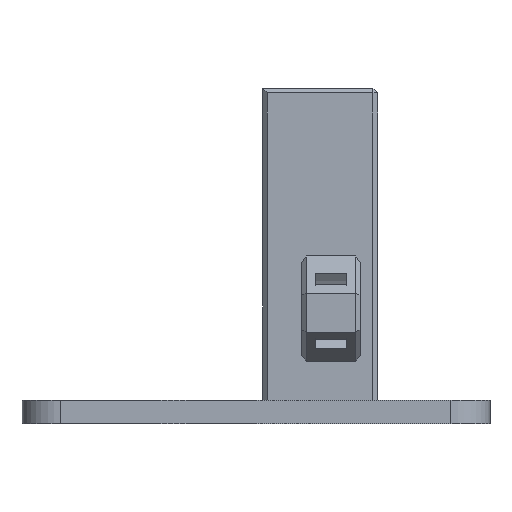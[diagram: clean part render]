
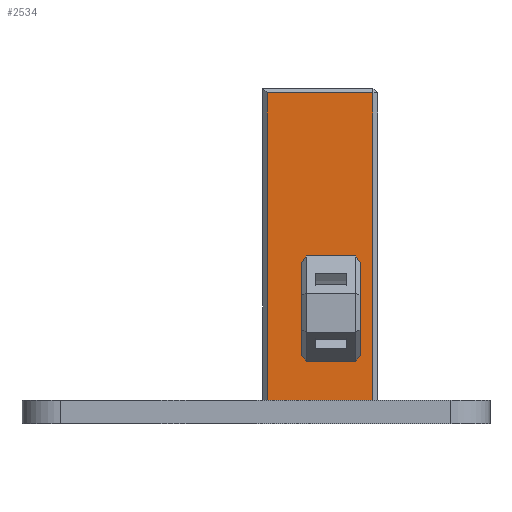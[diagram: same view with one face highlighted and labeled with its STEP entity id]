
A CAD part, left-side view. The second image highlights one B-rep face of the part: STEP entity #2534.
In plain terms, the highlighted planar face has unit normal (-1, 0, 0).
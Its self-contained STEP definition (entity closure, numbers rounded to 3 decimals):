
#43=FACE_BOUND('',#495,.T.);
#112=PLANE('',#2723);
#342=FACE_OUTER_BOUND('',#494,.T.);
#494=EDGE_LOOP('',(#2087,#2088,#2089,#2090));
#495=EDGE_LOOP('',(#2091,#2092,#2093,#2094,#2095,#2096,#2097,#2098));
#614=LINE('',#4888,#876);
#621=LINE('',#4902,#883);
#625=LINE('',#4909,#887);
#632=LINE('',#4924,#894);
#638=LINE('',#4936,#900);
#644=LINE('',#4947,#906);
#734=LINE('',#5178,#996);
#747=LINE('',#5219,#1009);
#750=LINE('',#5224,#1012);
#752=LINE('',#5232,#1014);
#753=LINE('',#5233,#1015);
#754=LINE('',#5234,#1016);
#876=VECTOR('',#2901,10.);
#883=VECTOR('',#2912,10.);
#887=VECTOR('',#2918,10.);
#894=VECTOR('',#2929,10.);
#900=VECTOR('',#2937,10.);
#906=VECTOR('',#2947,10.);
#996=VECTOR('',#3179,10.);
#1009=VECTOR('',#3222,10.);
#1012=VECTOR('',#3227,10.);
#1014=VECTOR('',#3237,10.);
#1015=VECTOR('',#3238,10.);
#1016=VECTOR('',#3239,10.);
#1169=VERTEX_POINT('',#4885);
#1170=VERTEX_POINT('',#4887);
#1174=VERTEX_POINT('',#4899);
#1175=VERTEX_POINT('',#4901);
#1177=VERTEX_POINT('',#4907);
#1183=VERTEX_POINT('',#4923);
#1188=VERTEX_POINT('',#4935);
#1191=VERTEX_POINT('',#4945);
#1258=VERTEX_POINT('',#5168);
#1261=VERTEX_POINT('',#5175);
#1271=VERTEX_POINT('',#5218);
#1272=VERTEX_POINT('',#5222);
#1411=EDGE_CURVE('',#1169,#1170,#614,.F.);
#1418=EDGE_CURVE('',#1174,#1175,#621,.F.);
#1422=EDGE_CURVE('',#1169,#1177,#625,.T.);
#1429=EDGE_CURVE('',#1183,#1175,#632,.T.);
#1435=EDGE_CURVE('',#1183,#1188,#638,.F.);
#1441=EDGE_CURVE('',#1191,#1177,#644,.F.);
#1557=EDGE_CURVE('',#1258,#1261,#734,.T.);
#1576=EDGE_CURVE('',#1271,#1258,#747,.T.);
#1579=EDGE_CURVE('',#1272,#1271,#750,.T.);
#1583=EDGE_CURVE('',#1261,#1272,#752,.T.);
#1584=EDGE_CURVE('',#1191,#1188,#753,.T.);
#1585=EDGE_CURVE('',#1174,#1170,#754,.T.);
#2087=ORIENTED_EDGE('',*,*,#1557,.F.);
#2088=ORIENTED_EDGE('',*,*,#1576,.F.);
#2089=ORIENTED_EDGE('',*,*,#1579,.F.);
#2090=ORIENTED_EDGE('',*,*,#1583,.F.);
#2091=ORIENTED_EDGE('',*,*,#1422,.T.);
#2092=ORIENTED_EDGE('',*,*,#1441,.F.);
#2093=ORIENTED_EDGE('',*,*,#1584,.T.);
#2094=ORIENTED_EDGE('',*,*,#1435,.F.);
#2095=ORIENTED_EDGE('',*,*,#1429,.T.);
#2096=ORIENTED_EDGE('',*,*,#1418,.F.);
#2097=ORIENTED_EDGE('',*,*,#1585,.T.);
#2098=ORIENTED_EDGE('',*,*,#1411,.F.);
#2534=ADVANCED_FACE('',(#342,#43),#112,.T.);
#2723=AXIS2_PLACEMENT_3D('',#5231,#3235,#3236);
#2901=DIRECTION('',(0.,0.617,-0.787));
#2912=DIRECTION('',(0.,-0.577,-0.816));
#2918=DIRECTION('',(0.,1.,0.));
#2929=DIRECTION('',(0.,-1.,0.));
#2937=DIRECTION('',(0.,-0.577,0.816));
#2947=DIRECTION('',(0.,0.617,0.787));
#3179=DIRECTION('',(0.,0.,-1.));
#3222=DIRECTION('',(0.,-1.,0.));
#3227=DIRECTION('',(0.,0.,1.));
#3235=DIRECTION('center_axis',(-1.,0.,0.));
#3236=DIRECTION('ref_axis',(0.,0.,
1.));
#3237=DIRECTION('',(0.,1.,0.));
#3238=DIRECTION('',(0.,0.,1.));
#3239=DIRECTION('',(0.,0.,-1.));
#4885=CARTESIAN_POINT('',(-60.5,32.25,8.));
#4887=CARTESIAN_POINT('',(-60.5,31.65,8.764));
#4888=CARTESIAN_POINT('',(-60.5,32.352,7.87));
#4899=CARTESIAN_POINT('',(-60.5,31.65,20.651));
#4901=CARTESIAN_POINT('',(-60.5,32.25,21.5));
#4902=CARTESIAN_POINT('',(-60.5,26.217,12.968));
#4907=CARTESIAN_POINT('',(-60.5,38.55,8.));
#4909=CARTESIAN_POINT('',(-60.5,30.525,8.));
#4923=CARTESIAN_POINT('',(-60.5,38.55,21.5));
#4924=CARTESIAN_POINT('',(-60.5,30.525,21.5));
#4935=CARTESIAN_POINT('',(-60.5,39.15,20.651));
#4936=CARTESIAN_POINT('',(-60.5,42.583,15.797));
#4945=CARTESIAN_POINT('',(-60.5,39.15,8.764));
#4947=CARTESIAN_POINT('',(-60.5,36.161,4.956));
#5168=CARTESIAN_POINT('',(-60.5,30.,42.4));
#5175=CARTESIAN_POINT('',(-60.5,30.,3.));
#5178=CARTESIAN_POINT('',(-60.5,30.,13.));
#5218=CARTESIAN_POINT('',(-60.5,43.55,42.4));
#5219=CARTESIAN_POINT('',(-60.5,29.4,42.4));
#5222=CARTESIAN_POINT('',(-60.5,43.55,3.));
#5224=CARTESIAN_POINT('',(-60.5,43.55,13.));
#5231=CARTESIAN_POINT('Origin',(-60.5,29.4,3.));
#5232=CARTESIAN_POINT('',(-60.5,37.2,3.));
#5233=CARTESIAN_POINT('',(-60.5,39.15,8.875));
#5234=CARTESIAN_POINT('',(-60.5,31.65,8.875));
